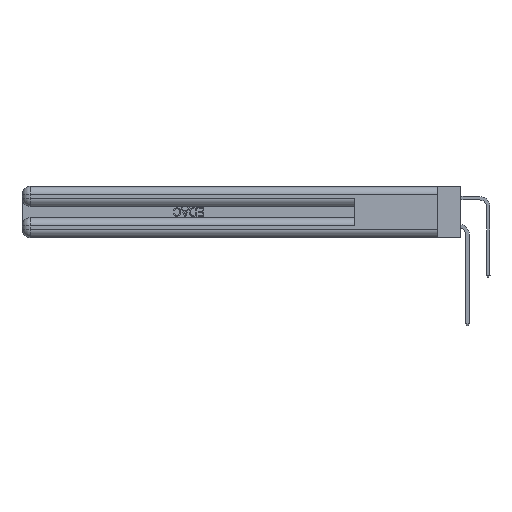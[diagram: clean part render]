
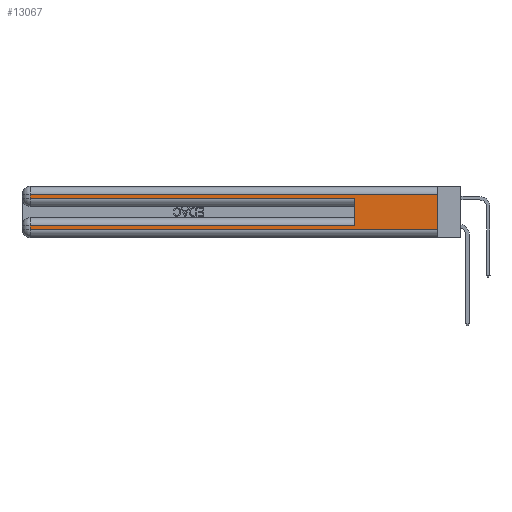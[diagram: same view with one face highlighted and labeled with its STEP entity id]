
A CAD part, left-side view. The second image highlights one B-rep face of the part: STEP entity #13067.
In plain terms, the highlighted planar face has unit normal (-1, 0, 0).
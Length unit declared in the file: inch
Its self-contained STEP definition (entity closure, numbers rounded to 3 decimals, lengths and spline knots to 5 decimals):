
#2691 = VECTOR ( 'NONE', #21902, 39.37008 ) ;
#2727 = CARTESIAN_POINT ( 'NONE',  ( 0., 0., 0.37 ) ) ;
#4158 = LINE ( 'NONE', #35562, #21741 ) ;
#4345 = CARTESIAN_POINT ( 'NONE',  ( 0., 0., 0.31 ) ) ;
#4571 = EDGE_CURVE ( 'NONE', #13811, #39228, #30514, .T. ) ;
#5271 = DIRECTION ( 'NONE',  ( 0., 0., -1. ) ) ;
#6951 = LINE ( 'NONE', #41657, #14102 ) ;
#7496 = EDGE_CURVE ( 'NONE', #37074, #17193, #18430, .T. ) ;
#7879 = VERTEX_POINT ( 'NONE', #10832 ) ;
#9911 = DIRECTION ( 'NONE',  ( 0., 0., -1. ) ) ;
#10214 = VECTOR ( 'NONE', #5271, 39.37008 ) ;
#10832 = CARTESIAN_POINT ( 'NONE',  ( 0., 2.94, 0.31 ) ) ;
#12416 = ORIENTED_EDGE ( 'NONE', *, *, #13692, .T. ) ;
#12525 = DIRECTION ( 'NONE',  ( 0., 0., -1. ) ) ;
#13067 = ADVANCED_FACE ( 'NONE', ( #35137 ), #23828, .F. ) ;
#13692 = EDGE_CURVE ( 'NONE', #28137, #37074, #24874, .T. ) ;
#13811 = VERTEX_POINT ( 'NONE', #34891 ) ;
#14102 = VECTOR ( 'NONE', #28009, 39.37008 ) ;
#17193 = VERTEX_POINT ( 'NONE', #32421 ) ;
#17280 = CARTESIAN_POINT ( 'NONE',  ( 0., 0., 0.06 ) ) ;
#18430 = LINE ( 'NONE', #26268, #10214 ) ;
#19608 = ORIENTED_EDGE ( 'NONE', *, *, #7496, .T. ) ;
#20247 = VECTOR ( 'NONE', #35520, 39.37008 ) ;
#20568 = CARTESIAN_POINT ( 'NONE',  ( 0., 0., 0.085 ) ) ;
#21043 = EDGE_CURVE ( 'NONE', #7879, #13811, #6951, .T. ) ;
#21077 = ORIENTED_EDGE ( 'NONE', *, *, #25431, .F. ) ;
#21110 = VECTOR ( 'NONE', #12525, 39.37008 ) ;
#21741 = VECTOR ( 'NONE', #32120, 39.37008 ) ;
#21902 = DIRECTION ( 'NONE',  ( 0., 1., 0. ) ) ;
#22011 = EDGE_LOOP ( 'NONE', ( #21077, #32452, #44275, #27124, #41638, #12416, #19608, #35828 ) ) ;
#23828 = PLANE ( 'NONE',  #42191 ) ;
#24821 = CARTESIAN_POINT ( 'NONE',  ( 0., 0.6, 0.085 ) ) ;
#24874 = LINE ( 'NONE', #20568, #35049 ) ;
#25431 = EDGE_CURVE ( 'NONE', #41878, #44542, #33540, .T. ) ;
#26268 = CARTESIAN_POINT ( 'NONE',  ( 0., 2.94, 0.37 ) ) ;
#26870 = LINE ( 'NONE', #40993, #44029 ) ;
#27124 = ORIENTED_EDGE ( 'NONE', *, *, #4571, .T. ) ;
#28009 = DIRECTION ( 'NONE',  ( 0., 0., -1. ) ) ;
#28137 = VERTEX_POINT ( 'NONE', #24821 ) ;
#30514 = LINE ( 'NONE', #32069, #20247 ) ;
#30717 = DIRECTION ( 'NONE',  ( 1., 0., 0. ) ) ;
#31087 = CARTESIAN_POINT ( 'NONE',  ( 0., 0.6, 0.285 ) ) ;
#32069 = CARTESIAN_POINT ( 'NONE',  ( 0., 0., 0.285 ) ) ;
#32120 = DIRECTION ( 'NONE',  ( 0., 0., 1. ) ) ;
#32421 = CARTESIAN_POINT ( 'NONE',  ( 0., 2.94, 0.06 ) ) ;
#32452 = ORIENTED_EDGE ( 'NONE', *, *, #37675, .T. ) ;
#33540 = LINE ( 'NONE', #43646, #21110 ) ;
#33735 = EDGE_CURVE ( 'NONE', #28137, #39228, #4158, .T. ) ;
#34891 = CARTESIAN_POINT ( 'NONE',  ( 0., 2.94, 0.285 ) ) ;
#35049 = VECTOR ( 'NONE', #41217, 39.37008 ) ;
#35137 = FACE_OUTER_BOUND ( 'NONE', #22011, .T. ) ;
#35520 = DIRECTION ( 'NONE',  ( 0., -1., 0. ) ) ;
#35562 = CARTESIAN_POINT ( 'NONE',  ( 0., 0.6, 0.145 ) ) ;
#35828 = ORIENTED_EDGE ( 'NONE', *, *, #38009, .T. ) ;
#35954 = CARTESIAN_POINT ( 'NONE',  ( 0., 2.94, 0.085 ) ) ;
#37074 = VERTEX_POINT ( 'NONE', #35954 ) ;
#37675 = EDGE_CURVE ( 'NONE', #41878, #7879, #40845, .T. ) ;
#38009 = EDGE_CURVE ( 'NONE', #17193, #44542, #26870, .T. ) ;
#39042 = CARTESIAN_POINT ( 'NONE',  ( 0., 0., 0.31 ) ) ;
#39228 = VERTEX_POINT ( 'NONE', #31087 ) ;
#40845 = LINE ( 'NONE', #39042, #2691 ) ;
#40993 = CARTESIAN_POINT ( 'NONE',  ( 0., 0., 0.06 ) ) ;
#41217 = DIRECTION ( 'NONE',  ( 0., 1., 0. ) ) ;
#41638 = ORIENTED_EDGE ( 'NONE', *, *, #33735, .F. ) ;
#41657 = CARTESIAN_POINT ( 'NONE',  ( 0., 2.94, 0.37 ) ) ;
#41878 = VERTEX_POINT ( 'NONE', #4345 ) ;
#42191 = AXIS2_PLACEMENT_3D ( 'NONE', #2727, #30717, #9911 ) ;
#43646 = CARTESIAN_POINT ( 'NONE',  ( 0., 0., 0.37 ) ) ;
#44029 = VECTOR ( 'NONE', #44425, 39.37008 ) ;
#44275 = ORIENTED_EDGE ( 'NONE', *, *, #21043, .T. ) ;
#44425 = DIRECTION ( 'NONE',  ( 0., -1., 0. ) ) ;
#44542 = VERTEX_POINT ( 'NONE', #17280 ) ;
